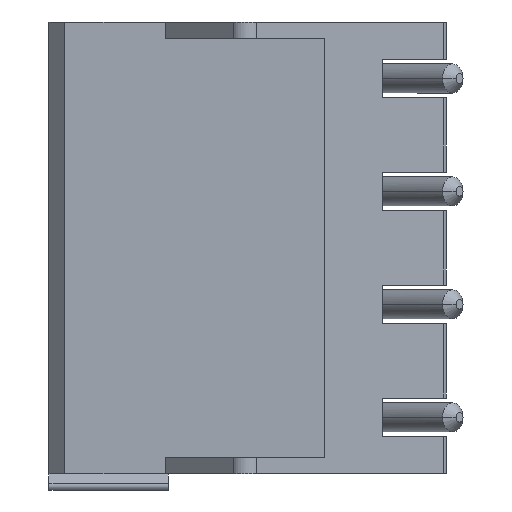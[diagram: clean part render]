
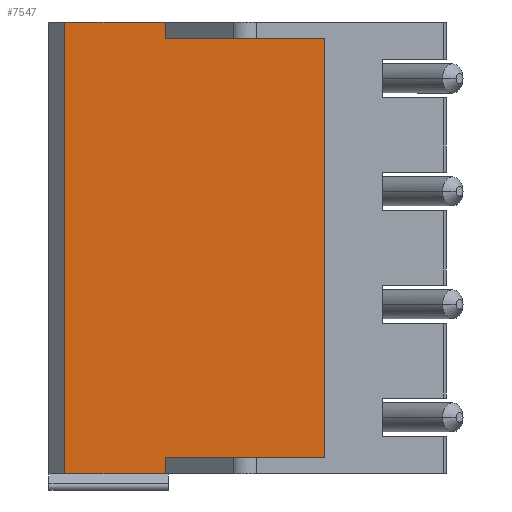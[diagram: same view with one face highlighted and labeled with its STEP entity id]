
A CAD part, left-side view. The second image highlights one B-rep face of the part: STEP entity #7547.
In plain terms, the highlighted planar face has unit normal (-1, 0, 0).
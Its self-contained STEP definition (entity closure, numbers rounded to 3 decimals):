
#1507=DIRECTION('',(0.,0.,1.));
#1508=VECTOR('',#1507,13.);
#1509=CARTESIAN_POINT('',(-2.642,-2.047,-11.75));
#1510=LINE('',#1509,#1508);
#1797=DIRECTION('',(0.,-1.,0.));
#1798=VECTOR('',#1797,3.111);
#1799=CARTESIAN_POINT('',(-2.642,6.009,1.75));
#1800=LINE('',#1799,#1798);
#1958=DIRECTION('',(0.,1.,0.));
#1959=VECTOR('',#1958,4.945);
#1960=CARTESIAN_POINT('',(-2.642,-2.047,-11.75));
#1961=LINE('',#1960,#1959);
#1962=DIRECTION('',(0.,0.,1.));
#1963=VECTOR('',#1962,0.5);
#1964=CARTESIAN_POINT('',(-2.642,2.898,-12.25));
#1965=LINE('',#1964,#1963);
#1966=DIRECTION('',(0.,1.,0.));
#1967=VECTOR('',#1966,3.111);
#1968=CARTESIAN_POINT('',(-2.642,2.898,-12.25));
#1969=LINE('',#1968,#1967);
#1970=DIRECTION('',(0.,0.,1.));
#1971=VECTOR('',#1970,14.);
#1972=CARTESIAN_POINT('',(-2.642,6.009,-12.25));
#1973=LINE('',#1972,#1971);
#1974=DIRECTION('',(0.,0.,-1.));
#1975=VECTOR('',#1974,0.5);
#1976=CARTESIAN_POINT('',(-2.642,2.898,1.75));
#1977=LINE('',#1976,#1975);
#1978=DIRECTION('',(0.,-1.,0.));
#1979=VECTOR('',#1978,4.945);
#1980=CARTESIAN_POINT('',(-2.642,2.898,1.25));
#1981=LINE('',#1980,#1979);
#4035=CARTESIAN_POINT('',(-2.642,6.009,-12.25));
#4037=VERTEX_POINT('',#4035);
#4065=CARTESIAN_POINT('',(-2.642,6.009,1.75));
#4067=VERTEX_POINT('',#4065);
#4076=CARTESIAN_POINT('',(-2.642,2.898,1.75));
#4077=CARTESIAN_POINT('',(-2.642,2.898,1.25));
#4078=VERTEX_POINT('',#4076);
#4079=VERTEX_POINT('',#4077);
#4080=CARTESIAN_POINT('',(-2.642,-2.047,1.25));
#4081=VERTEX_POINT('',#4080);
#4090=CARTESIAN_POINT('',(-2.642,-2.047,-11.75));
#4091=CARTESIAN_POINT('',(-2.642,2.898,-11.75));
#4092=VERTEX_POINT('',#4090);
#4093=VERTEX_POINT('',#4091);
#4094=CARTESIAN_POINT('',(-2.642,2.898,-12.25));
#4095=VERTEX_POINT('',#4094);
#7528=CARTESIAN_POINT('',(-2.642,6.009,-12.25));
#7529=DIRECTION('',(-1.,0.,0.));
#7530=DIRECTION('',(0.,-1.,0.));
#7531=AXIS2_PLACEMENT_3D('',#7528,#7529,#7530);
#7532=PLANE('',#7531);
#7534=ORIENTED_EDGE('',*,*,#7533,.T.);
#7536=ORIENTED_EDGE('',*,*,#7535,.F.);
#7537=ORIENTED_EDGE('',*,*,#5049,.T.);
#7539=ORIENTED_EDGE('',*,*,#7538,.T.);
#7540=ORIENTED_EDGE('',*,*,#7257,.T.);
#7542=ORIENTED_EDGE('',*,*,#7541,.T.);
#7543=ORIENTED_EDGE('',*,*,#7519,.T.);
#7544=ORIENTED_EDGE('',*,*,#6984,.F.);
#7545=EDGE_LOOP('',(#7534,#7536,#7537,#7539,#7540,#7542,#7543,#7544));
#7546=FACE_OUTER_BOUND('',#7545,.F.);
#5049=EDGE_CURVE('',#4095,#4037,#1969,.T.);
#6984=EDGE_CURVE('',#4092,#4081,#1510,.T.);
#7257=EDGE_CURVE('',#4067,#4078,#1800,.T.);
#7519=EDGE_CURVE('',#4079,#4081,#1981,.T.);
#7533=EDGE_CURVE('',#4092,#4093,#1961,.T.);
#7535=EDGE_CURVE('',#4095,#4093,#1965,.T.);
#7538=EDGE_CURVE('',#4037,#4067,#1973,.T.);
#7541=EDGE_CURVE('',#4078,#4079,#1977,.T.);
#7547=ADVANCED_FACE('',(#7546),#7532,.T.);
